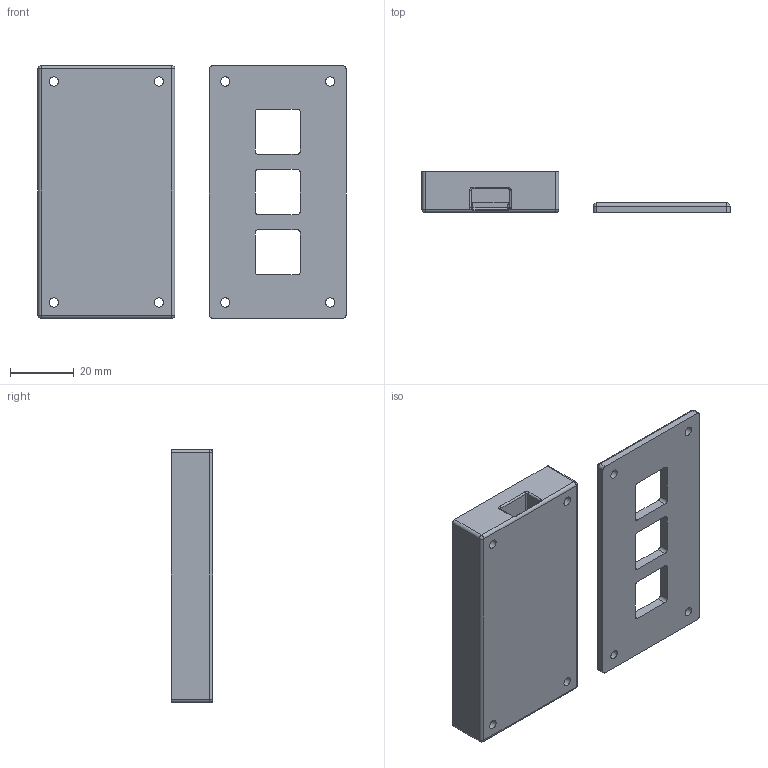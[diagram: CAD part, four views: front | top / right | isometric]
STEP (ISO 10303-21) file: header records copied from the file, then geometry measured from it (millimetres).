
FILE_DESCRIPTION(/* description */ (''),/* implementation_level */ '2;1');
FILE_NAME(/* name */ 'Hackpad-Vain V2.step',/* time_stamp */ '2026-02-08T14:19:01+01:00',/* author */ (''),/* organization */ (''),/* preprocessor_version */ 'ST-DEVELOPER v20.1',/* originating_system */ 'Autodesk Translation Framework v14.24.0.0',/* authorisation */ '');
FILE_SCHEMA (('AUTOMOTIVE_DESIGN { 1 0 10303 214 3 1 1 }'));
Length unit declared in the file: millimetre
Products named in the file (1): 2026-02-07-22-14-30-116
Bounding box: 96.99 x 13 x 79.6 mm (x, y, z)
Volume: 37757.2 mm3; surface area: 19081.1 mm2
Topology: 2 solids, 2 shells, 104 faces, 257 edges, 156 vertices
Faces by surface type: cylinder 52, plane 34, sphere 10, torus 8
Full cylindrical faces by diameter (mm): 2.9 x8
Entity records: 3163 total; most frequent: DIRECTION 573, CARTESIAN_POINT 546, ORIENTED_EDGE 514, EDGE_CURVE 257, AXIS2_PLACEMENT_3D 215, VERTEX_POINT 156, LINE 143, VECTOR 143
